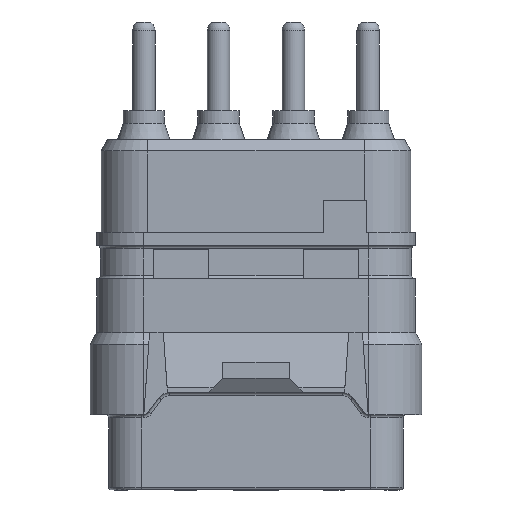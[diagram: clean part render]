
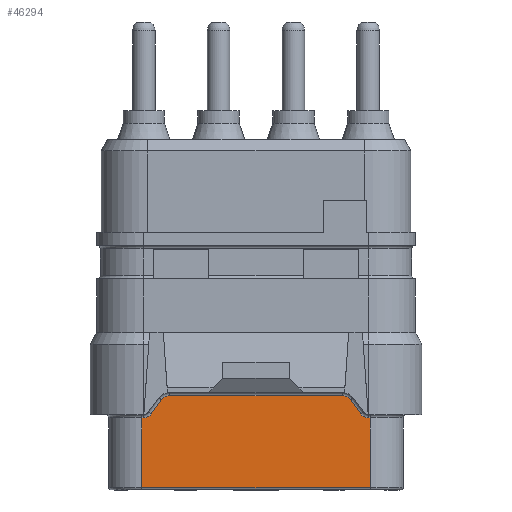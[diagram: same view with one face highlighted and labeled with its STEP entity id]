
A CAD part, front view. The second image highlights one B-rep face of the part: STEP entity #46294.
In plain terms, the highlighted planar face has unit normal (0, -1, 0).
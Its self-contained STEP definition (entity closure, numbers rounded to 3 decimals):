
#8059=DIRECTION('',(-0.6,0.,-0.8));
#8060=VECTOR('',#8059,0.8);
#8061=CARTESIAN_POINT('',(-4.26,-5.81,-7.56));
#8062=LINE('',#8061,#8060);
#8073=CARTESIAN_POINT('',(-3.9,-5.81,-7.83));
#8074=DIRECTION('',(0.,-1.,0.));
#8075=DIRECTION('',(0.,0.,1.));
#8076=AXIS2_PLACEMENT_3D('',#8073,#8074,#8075);
#8083=DIRECTION('',(-1.,0.,0.));
#8084=VECTOR('',#8083,7.8);
#8085=CARTESIAN_POINT('',(3.9,-5.81,-7.38));
#8086=LINE('',#8085,#8084);
#8097=CARTESIAN_POINT('',(3.9,-5.81,-7.83));
#8098=DIRECTION('',(0.,-1.,0.));
#8099=DIRECTION('',(0.8,0.,0.6));
#8100=AXIS2_PLACEMENT_3D('',#8097,#8098,#8099);
#8119=DIRECTION('',(-0.6,0.,0.8));
#8120=VECTOR('',#8119,0.8);
#8121=CARTESIAN_POINT('',(4.74,-5.81,-8.2));
#8122=LINE('',#8121,#8120);
#8133=CARTESIAN_POINT('',(5.1,-5.81,-7.93));
#8134=DIRECTION('',(0.,1.,0.));
#8135=DIRECTION('',(0.,0.,-1.));
#8136=AXIS2_PLACEMENT_3D('',#8133,#8134,#8135);
#8353=DIRECTION('',(-1.,0.,0.));
#8354=VECTOR('',#8353,0.06);
#8355=CARTESIAN_POINT('',(-5.1,-5.81,-8.38));
#8356=LINE('',#8355,#8354);
#8367=CARTESIAN_POINT('',(-5.1,-5.81,-7.93));
#8368=DIRECTION('',(0.,1.,0.));
#8369=DIRECTION('',(0.8,0.,-0.6));
#8370=AXIS2_PLACEMENT_3D('',#8367,#8368,#8369);
#8372=DIRECTION('',(0.,0.,-1.));
#8373=VECTOR('',#8372,3.16);
#8374=CARTESIAN_POINT('',(5.16,-5.81,-8.38));
#8375=LINE('',#8374,#8373);
#8385=DIRECTION('',(-1.,0.,0.));
#8386=VECTOR('',#8385,0.06);
#8387=CARTESIAN_POINT('',(5.16,-5.81,-8.38));
#8388=LINE('',#8387,#8386);
#8472=DIRECTION('',(0.,0.,-1.));
#8473=VECTOR('',#8472,3.16);
#8474=CARTESIAN_POINT('',(-5.16,-5.81,-8.38));
#8475=LINE('',#8474,#8473);
#22933=DIRECTION('',(-1.,0.,0.));
#22934=VECTOR('',#22933,10.32);
#22935=CARTESIAN_POINT('',(5.16,-5.81,-11.54));
#22936=LINE('',#22935,#22934);
#27493=CARTESIAN_POINT('',(5.16,-5.81,-11.54));
#27494=VERTEX_POINT('',#27493);
#27497=CARTESIAN_POINT('',(-5.16,-5.81,-11.54));
#27498=VERTEX_POINT('',#27497);
#27527=CARTESIAN_POINT('',(-5.16,-5.81,-8.38));
#27528=VERTEX_POINT('',#27527);
#27531=CARTESIAN_POINT('',(-5.1,-5.81,-8.38));
#27532=VERTEX_POINT('',#27531);
#27535=CARTESIAN_POINT('',(-4.74,-5.81,-8.2));
#27536=VERTEX_POINT('',#27535);
#27539=CARTESIAN_POINT('',(-4.26,-5.81,-7.56));
#27540=VERTEX_POINT('',#27539);
#27541=CARTESIAN_POINT('',(-3.9,-5.81,-7.38));
#27542=VERTEX_POINT('',#27541);
#27543=CARTESIAN_POINT('',(3.9,-5.81,-7.38));
#27544=VERTEX_POINT('',#27543);
#27545=CARTESIAN_POINT('',(4.26,-5.81,-7.56));
#27546=VERTEX_POINT('',#27545);
#27551=CARTESIAN_POINT('',(4.74,-5.81,-8.2));
#27552=VERTEX_POINT('',#27551);
#27555=CARTESIAN_POINT('',(5.1,-5.81,-8.38));
#27556=VERTEX_POINT('',#27555);
#27559=CARTESIAN_POINT('',(5.16,-5.81,-8.38));
#27560=VERTEX_POINT('',#27559);
#46271=CARTESIAN_POINT('',(5.16,-5.81,-8.23));
#46272=DIRECTION('',(0.,-1.,0.));
#46273=DIRECTION('',(-1.,0.,0.));
#46274=AXIS2_PLACEMENT_3D('',#46271,#46272,#46273);
#46275=PLANE('',#46274);
#46276=ORIENTED_EDGE('',*,*,#46252,.F.);
#46277=ORIENTED_EDGE('',*,*,#46265,.F.);
#46278=ORIENTED_EDGE('',*,*,#45813,.F.);
#46279=ORIENTED_EDGE('',*,*,#45829,.F.);
#46280=ORIENTED_EDGE('',*,*,#45855,.F.);
#46281=ORIENTED_EDGE('',*,*,#45870,.F.);
#46282=ORIENTED_EDGE('',*,*,#45911,.F.);
#46283=ORIENTED_EDGE('',*,*,#45926,.F.);
#46285=ORIENTED_EDGE('',*,*,#46284,.F.);
#46287=ORIENTED_EDGE('',*,*,#46286,.T.);
#46289=ORIENTED_EDGE('',*,*,#46288,.T.);
#46291=ORIENTED_EDGE('',*,*,#46290,.F.);
#46292=EDGE_LOOP('',(#46276,#46277,#46278,#46279,#46280,#46281,#46282,#46283,
#46285,#46287,#46289,#46291));
#46293=FACE_OUTER_BOUND('',#46292,.F.);
#46294=ADVANCED_FACE('',(#46293),#46275,.T.);
#8077=CIRCLE('',#8076,0.45);
#8101=CIRCLE('',#8100,0.45);
#8137=CIRCLE('',#8136,0.45);
#8371=CIRCLE('',#8370,0.45);
#45813=EDGE_CURVE('',#27540,#27536,#8062,.T.);
#45829=EDGE_CURVE('',#27542,#27540,#8077,.T.);
#45855=EDGE_CURVE('',#27544,#27542,#8086,.T.);
#45870=EDGE_CURVE('',#27546,#27544,#8101,.T.);
#45911=EDGE_CURVE('',#27552,#27546,#8122,.T.);
#45926=EDGE_CURVE('',#27556,#27552,#8137,.T.);
#46252=EDGE_CURVE('',#27532,#27528,#8356,.T.);
#46265=EDGE_CURVE('',#27536,#27532,#8371,.T.);
#46284=EDGE_CURVE('',#27560,#27556,#8388,.T.);
#46286=EDGE_CURVE('',#27560,#27494,#8375,.T.);
#46288=EDGE_CURVE('',#27494,#27498,#22936,.T.);
#46290=EDGE_CURVE('',#27528,#27498,#8475,.T.);
